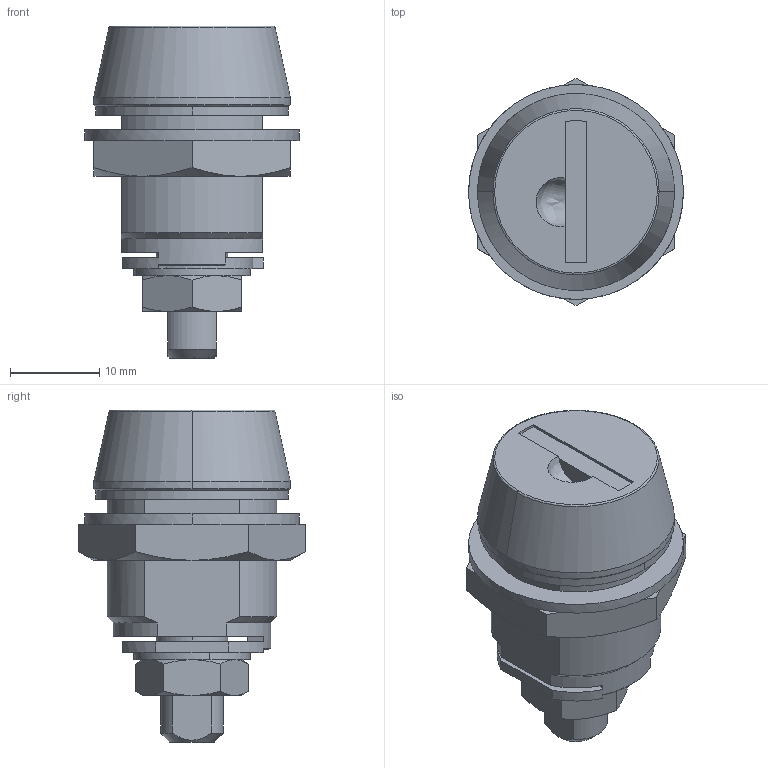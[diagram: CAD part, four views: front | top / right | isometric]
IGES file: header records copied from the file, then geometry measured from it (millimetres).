
Start section: ------------------------------------------------------------------------
Global section: file name: PC50.1860.TL_435_R_6320.igs; native system: spGate; preprocessor: ver15.6.1; author: Unknown; organization: Unknown; date: 191226.155355; units: millimetre
Bounding box: 24 x 25.4 x 37.1 mm (x, y, z)
Volume: 8950.2 mm3; surface area: 4954.7 mm2
Topology: 6 solids, 6 shells, 153 faces, 383 edges, 245 vertices
Faces by surface type: bspline 153
